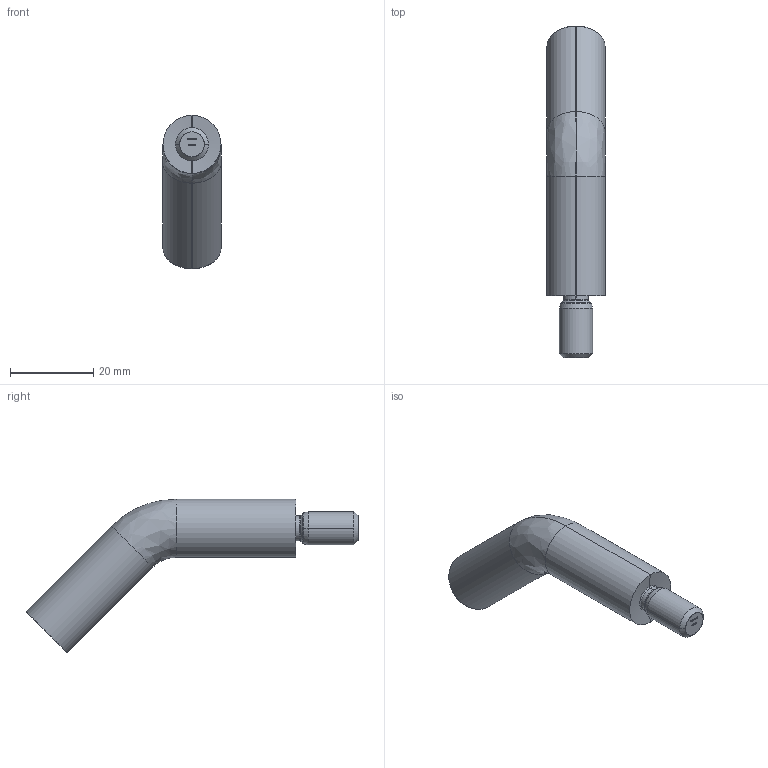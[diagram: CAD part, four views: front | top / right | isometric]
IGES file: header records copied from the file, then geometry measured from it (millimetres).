
Start section: SolidWorks IGES file using analytic representation for surfaces
Global section: file name: 50471-240-M6.IGS; native system: SolidWorks 2015; preprocessor: SolidWorks 2015; author: Christian; date: 180807.091419; units: millimetre
Bounding box: 14 x 79.95 x 36.95 mm (x, y, z)
Surface area: 4061 mm2 (no closed solid volume)
Topology: 0 solids, 0 shells, 279 faces, 2024 edges, 2022 vertices
Faces by surface type: bspline 257, revolution 22
